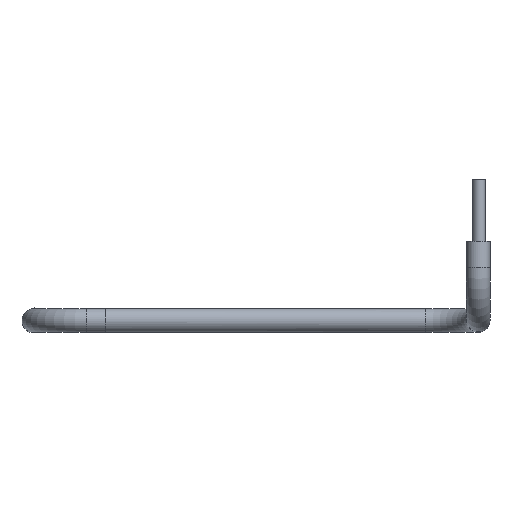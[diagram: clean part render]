
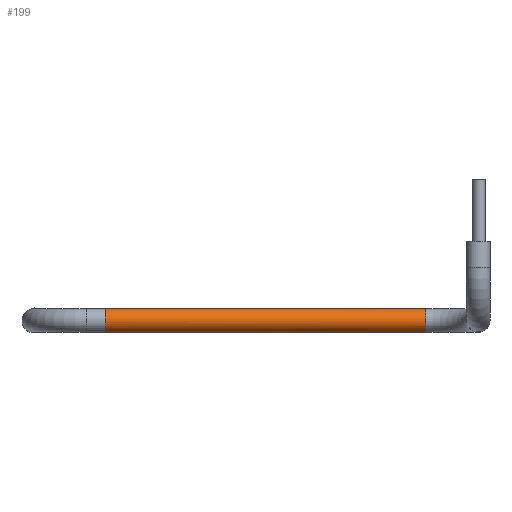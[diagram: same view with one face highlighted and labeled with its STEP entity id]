
A CAD part, top view. The second image highlights one B-rep face of the part: STEP entity #199.
In plain terms, the highlighted cylindrical face has radius 0.225 mm (diameter 0.45 mm), a full revolution.
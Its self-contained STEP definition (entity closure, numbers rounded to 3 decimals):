
#178 = VERTEX_POINT('',#179);
#179 = CARTESIAN_POINT('',(9.67,-0.49,-4.325));
#186 = EDGE_CURVE('',#178,#178,#187,.T.);
#187 = CIRCLE('',#188,0.225);
#188 = AXIS2_PLACEMENT_3D('',#189,#190,#191);
#189 = CARTESIAN_POINT('',(9.67,-0.49,-4.55));
#190 = DIRECTION('',(1.,-0.,0.));
#191 = DIRECTION('',(0.,0.,-1.));
#199 = ADVANCED_FACE('',(#200),#237,.T.);
#200 = FACE_BOUND('',#201,.T.);
#201 = EDGE_LOOP('',(#202,#210,#211,#212,#221,#230));
#202 = ORIENTED_EDGE('',*,*,#203,.F.);
#203 = EDGE_CURVE('',#178,#204,#206,.T.);
#204 = VERTEX_POINT('',#205);
#205 = CARTESIAN_POINT('',(3.55,-0.49,-4.325));
#206 = LINE('',#207,#208);
#207 = CARTESIAN_POINT('',(2.17,-0.49,-4.325));
#208 = VECTOR('',#209,1.);
#209 = DIRECTION('',(-1.,0.,0.));
#210 = ORIENTED_EDGE('',*,*,#186,.F.);
#211 = ORIENTED_EDGE('',*,*,#203,.T.);
#212 = ORIENTED_EDGE('',*,*,#213,.F.);
#213 = EDGE_CURVE('',#214,#204,#216,.T.);
#214 = VERTEX_POINT('',#215);
#215 = CARTESIAN_POINT('',(3.55,-0.715,-4.555));
#216 = CIRCLE('',#217,0.225);
#217 = AXIS2_PLACEMENT_3D('',#218,#219,#220);
#218 = CARTESIAN_POINT('',(3.55,-0.49,-4.55));
#219 = DIRECTION('',(-1.,0.,0.));
#220 = DIRECTION('',(0.,0.,1.));
#221 = ORIENTED_EDGE('',*,*,#222,.F.);
#222 = EDGE_CURVE('',#223,#214,#225,.T.);
#223 = VERTEX_POINT('',#224);
#224 = CARTESIAN_POINT('',(3.55,-0.265,-4.555));
#225 = CIRCLE('',#226,0.225);
#226 = AXIS2_PLACEMENT_3D('',#227,#228,#229);
#227 = CARTESIAN_POINT('',(3.55,-0.49,-4.55));
#228 = DIRECTION('',(-1.,0.,0.));
#229 = DIRECTION('',(0.,0.,1.));
#230 = ORIENTED_EDGE('',*,*,#231,.F.);
#231 = EDGE_CURVE('',#204,#223,#232,.T.);
#232 = CIRCLE('',#233,0.225);
#233 = AXIS2_PLACEMENT_3D('',#234,#235,#236);
#234 = CARTESIAN_POINT('',(3.55,-0.49,-4.55));
#235 = DIRECTION('',(-1.,0.,0.));
#236 = DIRECTION('',(0.,0.,1.));
#237 = CYLINDRICAL_SURFACE('',#238,0.225);
#238 = AXIS2_PLACEMENT_3D('',#239,#240,#241);
#239 = CARTESIAN_POINT('',(2.17,-0.49,-4.55));
#240 = DIRECTION('',(-1.,0.,0.));
#241 = DIRECTION('',(0.,0.,1.));
